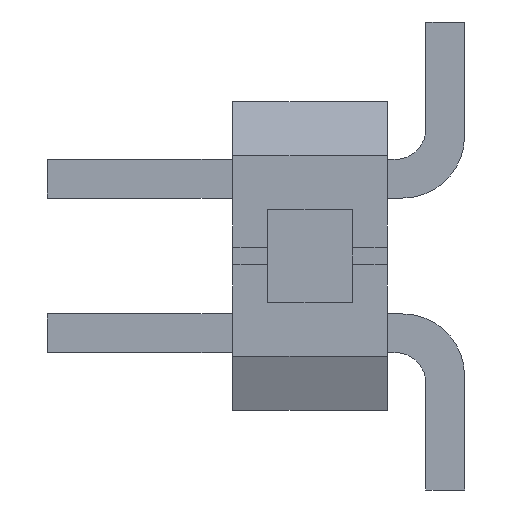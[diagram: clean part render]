
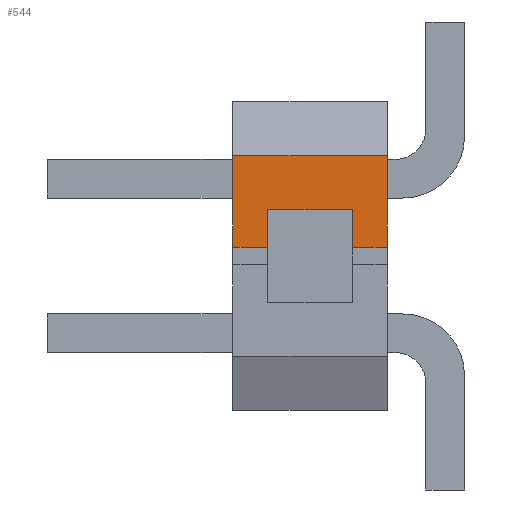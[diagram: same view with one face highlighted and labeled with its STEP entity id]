
A CAD part, left-side view. The second image highlights one B-rep face of the part: STEP entity #544.
In plain terms, the highlighted planar face has unit normal (-1, 0, 0).
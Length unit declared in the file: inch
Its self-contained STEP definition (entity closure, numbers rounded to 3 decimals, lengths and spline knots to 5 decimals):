
#544 = ADVANCED_FACE( '', ( #1241 ), #1242, .F. );
#1241 = FACE_OUTER_BOUND( '', #2099, .T. );
#1242 = PLANE( '', #2100 );
#2099 = EDGE_LOOP( '', ( #3650, #3651, #3652, #3653, #3654, #3655, #3656, #3657 ) );
#2100 = AXIS2_PLACEMENT_3D( '', #3658, #3659, #3660 );
#3650 = ORIENTED_EDGE( '', *, *, #5973, .T. );
#3651 = ORIENTED_EDGE( '', *, *, #5974, .T. );
#3652 = ORIENTED_EDGE( '', *, *, #5975, .T. );
#3653 = ORIENTED_EDGE( '', *, *, #5976, .T. );
#3654 = ORIENTED_EDGE( '', *, *, #5934, .F. );
#3655 = ORIENTED_EDGE( '', *, *, #5954, .F. );
#3656 = ORIENTED_EDGE( '', *, *, #5500, .T. );
#3657 = ORIENTED_EDGE( '', *, *, #5816, .T. );
#3658 = CARTESIAN_POINT( '', ( -0.1925, 0.05, 0.00575 ) );
#3659 = DIRECTION( '', ( 1., 0., 0. ) );
#3660 = DIRECTION( '', ( 0., 0., -1. ) );
#5500 = EDGE_CURVE( '', #6703, #6701, #6704, .T. );
#5816 = EDGE_CURVE( '', #6701, #7225, #7226, .T. );
#5934 = EDGE_CURVE( '', #7419, #7414, #7421, .T. );
#5954 = EDGE_CURVE( '', #6703, #7419, #7449, .T. );
#5973 = EDGE_CURVE( '', #7225, #7478, #7479, .T. );
#5974 = EDGE_CURVE( '', #7478, #7480, #7481, .T. );
#5975 = EDGE_CURVE( '', #7480, #7482, #7483, .T. );
#5976 = EDGE_CURVE( '', #7482, #7414, #7484, .T. );
#6701 = VERTEX_POINT( '', #8446 );
#6703 = VERTEX_POINT( '', #8449 );
#6704 = LINE( '', #8450, #8451 );
#7225 = VERTEX_POINT( '', #9219 );
#7226 = LINE( '', #9220, #9221 );
#7414 = VERTEX_POINT( '', #9502 );
#7419 = VERTEX_POINT( '', #9509 );
#7421 = LINE( '', #9512, #9513 );
#7449 = LINE( '', #9555, #9556 );
#7478 = VERTEX_POINT( '', #9600 );
#7479 = LINE( '', #9601, #9602 );
#7480 = VERTEX_POINT( '', #9603 );
#7481 = LINE( '', #9604, #9605 );
#7482 = VERTEX_POINT( '', #9606 );
#7483 = LINE( '', #9607, #9608 );
#7484 = LINE( '', #9609, #9610 );
#8446 = CARTESIAN_POINT( '', ( -0.1925, 0.0275, 0.00575 ) );
#8449 = CARTESIAN_POINT( '', ( -0.1925, 0.05, 0.00575 ) );
#8450 = CARTESIAN_POINT( '', ( -0.1925, 0.05, 0.00575 ) );
#8451 = VECTOR( '', #10634, 39.37008 );
#9219 = CARTESIAN_POINT( '', ( -0.1925, 0.0275, 0.03 ) );
#9220 = CARTESIAN_POINT( '', ( -0.1925, 0.0275, -0.03 ) );
#9221 = VECTOR( '', #10906, 39.37008 );
#9502 = CARTESIAN_POINT( '', ( -0.1925, -0.05, 0.065 ) );
#9509 = CARTESIAN_POINT( '', ( -0.1925, 0.05, 0.065 ) );
#9512 = CARTESIAN_POINT( '', ( -0.1925, 0.05, 0.065 ) );
#9513 = VECTOR( '', #11018, 39.37008 );
#9555 = CARTESIAN_POINT( '', ( -0.1925, 0.05, 0.00575 ) );
#9556 = VECTOR( '', #11033, 39.37008 );
#9600 = CARTESIAN_POINT( '', ( -0.1925, -0.0275, 0.03 ) );
#9601 = CARTESIAN_POINT( '', ( -0.1925, 0.0275, 0.03 ) );
#9602 = VECTOR( '', #11049, 39.37008 );
#9603 = CARTESIAN_POINT( '', ( -0.1925, -0.0275, 0.00575 ) );
#9604 = CARTESIAN_POINT( '', ( -0.1925, -0.0275, 0.03 ) );
#9605 = VECTOR( '', #11050, 39.37008 );
#9606 = CARTESIAN_POINT( '', ( -0.1925, -0.05, 0.00575 ) );
#9607 = CARTESIAN_POINT( '', ( -0.1925, 0.05, 0.00575 ) );
#9608 = VECTOR( '', #11051, 39.37008 );
#9609 = CARTESIAN_POINT( '', ( -0.1925, -0.05, 0.00575 ) );
#9610 = VECTOR( '', #11052, 39.37008 );
#10634 = DIRECTION( '', ( 0., -1., 0. ) );
#10906 = DIRECTION( '', ( 0., 0., 1. ) );
#11018 = DIRECTION( '', ( 0., -1., 0. ) );
#11033 = DIRECTION( '', ( 0., 0., 1. ) );
#11049 = DIRECTION( '', ( 0., -1., 0. ) );
#11050 = DIRECTION( '', ( 0., 0., -1. ) );
#11051 = DIRECTION( '', ( 0., -1., 0. ) );
#11052 = DIRECTION( '', ( 0., 0., 1. ) );
